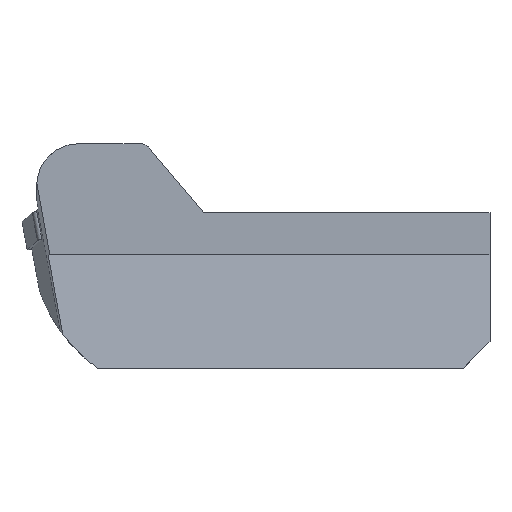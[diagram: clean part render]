
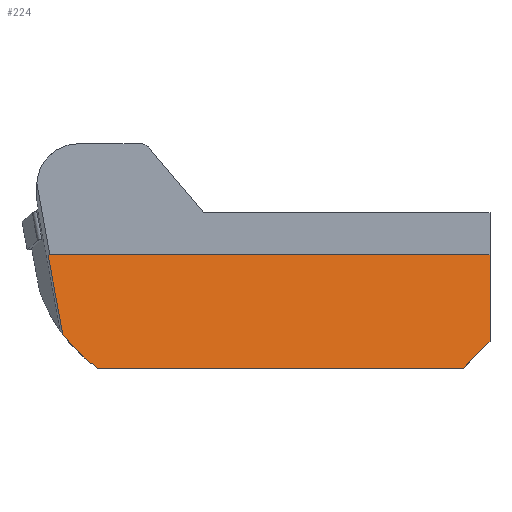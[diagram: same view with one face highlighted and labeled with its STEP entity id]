
A CAD part, top view. The second image highlights one B-rep face of the part: STEP entity #224.
In plain terms, the highlighted planar face has unit normal (0, 0.139, 0.99).
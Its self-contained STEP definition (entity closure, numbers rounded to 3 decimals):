
#183=B_SPLINE_CURVE_WITH_KNOTS('',3,(#1792,#1793,#1794,#1795),
 .UNSPECIFIED.,.F.,.F.,(4,4),(0.,1.),.UNSPECIFIED.);
#224=ADVANCED_FACE('',(#333),#290,.T.);
#290=PLANE('',#1348);
#333=FACE_OUTER_BOUND('',#388,.T.);
#388=EDGE_LOOP('',(#544,#545,#546,#547,#548,#549));
#544=ORIENTED_EDGE('',*,*,#956,.F.);
#545=ORIENTED_EDGE('',*,*,#914,.T.);
#546=ORIENTED_EDGE('',*,*,#938,.T.);
#547=ORIENTED_EDGE('',*,*,#962,.F.);
#548=ORIENTED_EDGE('',*,*,#963,.F.);
#549=ORIENTED_EDGE('',*,*,#964,.F.);
#803=VERTEX_POINT('',#1791);
#804=VERTEX_POINT('',#1796);
#825=VERTEX_POINT('',#1854);
#839=VERTEX_POINT('',#1927);
#842=VERTEX_POINT('',#1938);
#843=VERTEX_POINT('',#1940);
#914=EDGE_CURVE('',#804,#803,#183,.T.);
#938=EDGE_CURVE('',#803,#825,#1087,.T.);
#956=EDGE_CURVE('',#804,#839,#1096,.T.);
#962=EDGE_CURVE('',#842,#825,#1100,.T.);
#963=EDGE_CURVE('',#843,#842,#1101,.T.);
#964=EDGE_CURVE('',#839,#843,#1102,.T.);
#1087=LINE('',#1855,#1188);
#1096=LINE('',#1926,#1197);
#1100=LINE('',#1937,#1201);
#1101=LINE('',#1939,#1202);
#1102=LINE('',#1941,#1203);
#1188=VECTOR('',#1486,1.);
#1197=VECTOR('',#1509,1.);
#1201=VECTOR('',#1521,1.);
#1202=VECTOR('',#1522,1.);
#1203=VECTOR('',#1523,1.);
#1348=AXIS2_PLACEMENT_3D('',#1942,#1524,#1525);
#1486=DIRECTION('',(1.,0.,0.));
#1509=DIRECTION('',(-0.182,0.974,-0.137));
#1521=DIRECTION('',(-0.704,-0.704,0.099));
#1522=DIRECTION('',(0.,-0.99,0.139));
#1523=DIRECTION('',(1.,0.,0.));
#1524=DIRECTION('',(0.,0.139,0.99));
#1525=DIRECTION('',(0.,-0.99,0.139));
#1791=CARTESIAN_POINT('',(-44.841,-26.,2.67));
#1792=CARTESIAN_POINT('',(-50.628,-20.355,1.877));
#1793=CARTESIAN_POINT('',(-48.99,-22.53,2.183));
#1794=CARTESIAN_POINT('',(-47.062,-24.412,2.447));
#1795=CARTESIAN_POINT('',(-44.841,-26.,2.67));
#1796=CARTESIAN_POINT('',(-50.628,-20.355,1.877));
#1854=CARTESIAN_POINT('',(16.5,-26.,2.67));
#1855=CARTESIAN_POINT('',(-65.45,-26.,2.67));
#1926=CARTESIAN_POINT('',(-53.526,-4.818,-0.307));
#1927=CARTESIAN_POINT('',(-53.119,-7.,0.));
#1937=CARTESIAN_POINT('',(-14.481,-56.981,7.024));
#1938=CARTESIAN_POINT('',(21.,-21.5,2.038));
#1939=CARTESIAN_POINT('',(21.,-7.,0.));
#1940=CARTESIAN_POINT('',(21.,-7.,0.));
#1941=CARTESIAN_POINT('',(-65.45,-7.,0.));
#1942=CARTESIAN_POINT('',(-65.45,-7.,0.));
